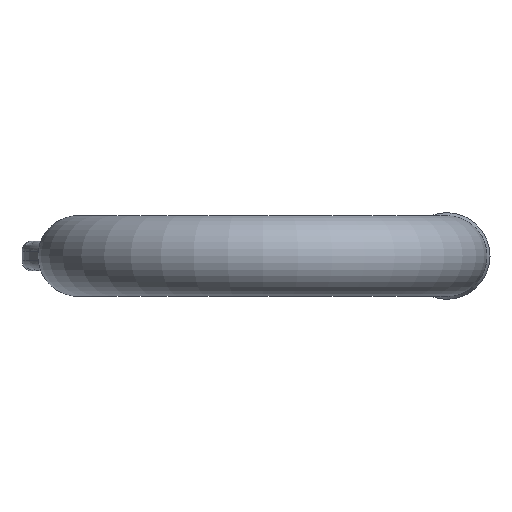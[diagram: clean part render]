
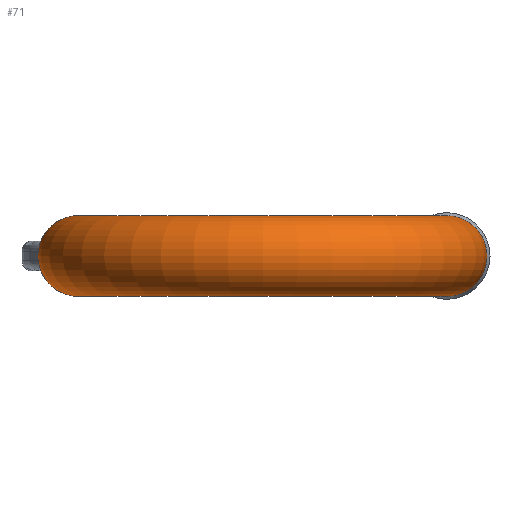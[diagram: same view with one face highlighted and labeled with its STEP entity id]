
A CAD part, front view. The second image highlights one B-rep face of the part: STEP entity #71.
In plain terms, the highlighted toroidal (fillet/blend) face has major radius 160 mm and minor radius 35 mm.
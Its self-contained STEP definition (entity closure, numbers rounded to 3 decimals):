
#61=TOROIDAL_SURFACE('',#472,160.,35.);
#71=ADVANCED_FACE('',(#128,#129),#61,.T.);
#103=CIRCLE('',#463,35.);
#104=CIRCLE('',#465,35.);
#128=FACE_BOUND('',#144,.T.);
#129=FACE_BOUND('',#145,.T.);
#144=EDGE_LOOP('',(#252));
#145=EDGE_LOOP('',(#253));
#252=ORIENTED_EDGE('',*,*,#410,.F.);
#253=ORIENTED_EDGE('',*,*,#409,.T.);
#365=VERTEX_POINT('',#859);
#366=VERTEX_POINT('',#862);
#409=EDGE_CURVE('',#365,#365,#103,.T.);
#410=EDGE_CURVE('',#366,#366,#104,.T.);
#463=AXIS2_PLACEMENT_3D('',#858,#532,#533);
#465=AXIS2_PLACEMENT_3D('',#861,#536,#537);
#472=AXIS2_PLACEMENT_3D('',#872,#550,#551);
#532=DIRECTION('',(0.,-1.,0.));
#533=DIRECTION('',(1.,0.,0.));
#536=DIRECTION('',(0.,1.,0.));
#537=DIRECTION('',(-1.,0.,0.));
#550=DIRECTION('',(0.,0.,-1.));
#551=DIRECTION('',(-1.,0.,0.));
#858=CARTESIAN_POINT('',(-160.,-105.,0.));
#859=CARTESIAN_POINT('',(-125.,-105.,0.));
#861=CARTESIAN_POINT('',(160.,-105.,0.));
#862=CARTESIAN_POINT('',(125.,-105.,0.));
#872=CARTESIAN_POINT('',(0.,-105.,0.));
